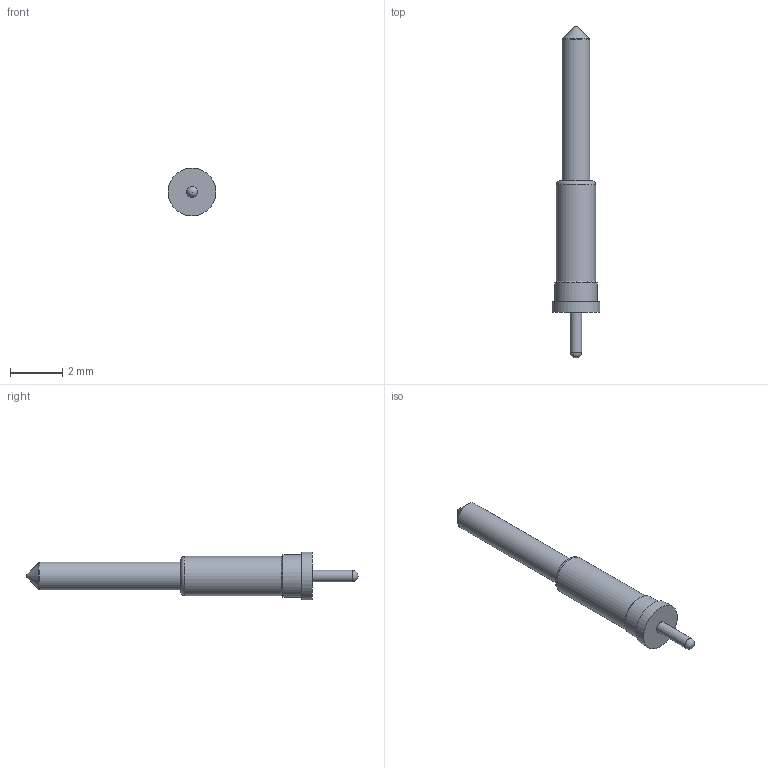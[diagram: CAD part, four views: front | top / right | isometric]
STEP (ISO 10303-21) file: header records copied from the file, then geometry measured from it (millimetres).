
FILE_DESCRIPTION(/* description */ (''),/* implementation_level */ '2;1');
FILE_NAME(/* name */ '0978-0-15-20-75-14-11-0 v2.step',/* time_stamp */ '2024-03-08T09:50:21+01:00',/* author */ (''),/* organization */ (''),/* preprocessor_version */ 'ST-DEVELOPER v20',/* originating_system */ 'Autodesk Translation Framework v12.20.1.177',/* authorisation */ '');
FILE_SCHEMA (('AUTOMOTIVE_DESIGN { 1 0 10303 214 3 1 1 }'));
Length unit declared in the file: millimetre
Products named in the file (1): 0978-0-15-20-75-14-11-0
Bounding box: 1.83 x 12.7 x 1.83 mm (x, y, z)
Volume: 14.7 mm3; surface area: 58.6 mm2
Topology: 2 solids, 2 shells, 18 faces, 35 edges, 23 vertices
Faces by surface type: cylinder 6, plane 6, torus 2, cone 2, sphere 1, bspline 1
Full cylindrical faces by diameter (mm): 0.432 x1, 1.067 x2, 1.499 x1, 1.626 x1, 1.829 x1
Entity records: 533 total; most frequent: CARTESIAN_POINT 102, DIRECTION 96, ORIENTED_EDGE 68, AXIS2_PLACEMENT_3D 44, EDGE_CURVE 34, CIRCLE 26, VERTEX_POINT 23, EDGE_LOOP 21
